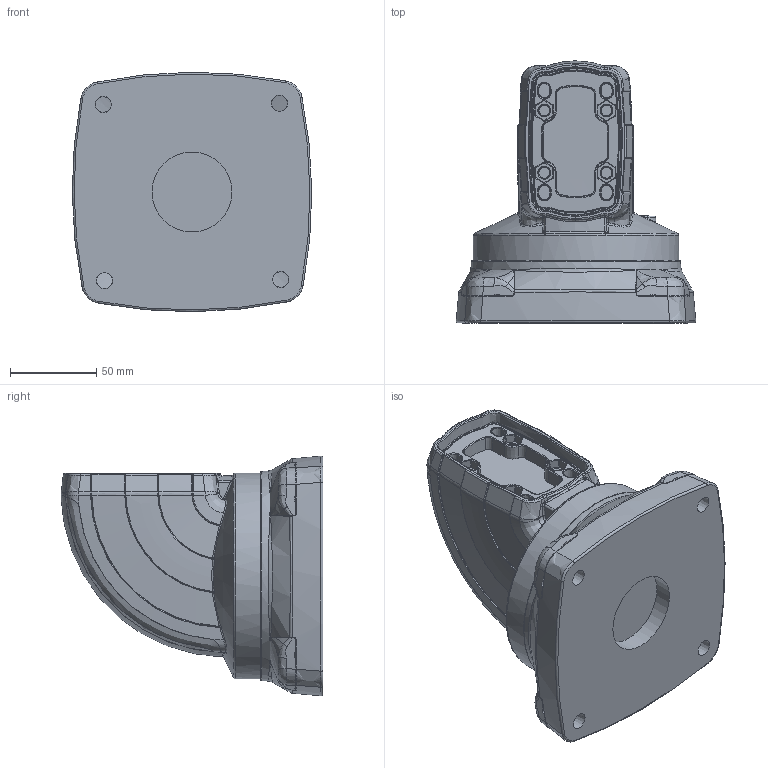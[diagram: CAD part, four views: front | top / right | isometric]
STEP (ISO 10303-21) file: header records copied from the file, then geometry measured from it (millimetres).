
FILE_DESCRIPTION (( 'STEP AP214' ), '1' );
FILE_NAME ('TK060.600.STEP', '2024-07-23T16:41:45', ( '' ), ( '' ), 'SwSTEP 2.0', 'SolidWorks 2023', '' );
FILE_SCHEMA (( 'AUTOMOTIVE_DESIGN' ));
Length unit declared in the file: metre
Products named in the file (1): TK060.600
Bounding box: 138.63 x 151.56 x 138.63 mm (x, y, z)
Volume: 1202730.7 mm3; surface area: 96373.4 mm2
Topology: 1 solids, 2 shells, 1150 faces, 3006 edges, 1839 vertices
Faces by surface type: bspline 516, plane 218, cylinder 214, torus 103, cone 85, sphere 14
Full cylindrical faces by diameter (mm): 3.594 x8, 3.6 x8, 4 x1, 46.29 x1, 119 x1
Entity records: 86811 total; most frequent: CARTESIAN_POINT 64141, ORIENTED_EDGE 5746, DIRECTION 3140, EDGE_CURVE 2873, VERTEX_POINT 1801, B_SPLINE_CURVE_WITH_KNOTS 1577, AXIS2_PLACEMENT_3D 1275, EDGE_LOOP 1264
